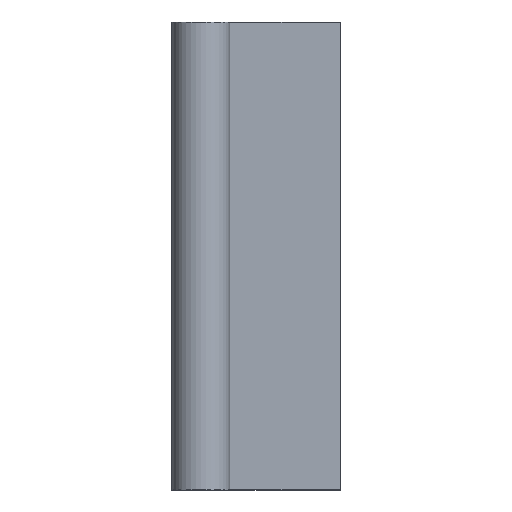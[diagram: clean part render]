
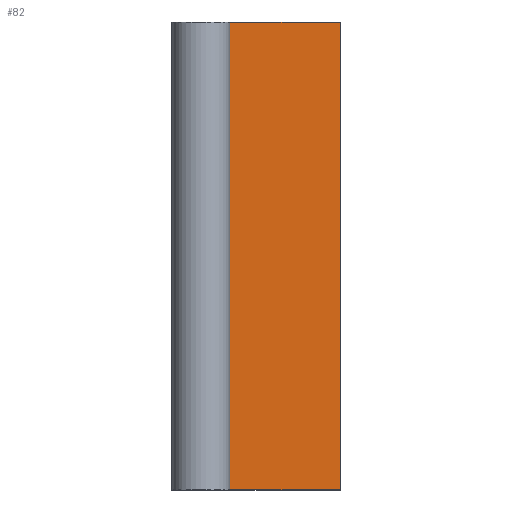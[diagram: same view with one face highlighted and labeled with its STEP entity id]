
A CAD part, top view. The second image highlights one B-rep face of the part: STEP entity #82.
In plain terms, the highlighted planar face has unit normal (0, 0, 1).
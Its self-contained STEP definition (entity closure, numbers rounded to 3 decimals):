
#82 = ADVANCED_FACE( '', ( #166 ), #167, .T. );
#166 = FACE_OUTER_BOUND( '', #248, .T. );
#167 = PLANE( '', #249 );
#248 = EDGE_LOOP( '', ( #419, #420, #421, #422 ) );
#249 = AXIS2_PLACEMENT_3D( '', #423, #424, #425 );
#419 = ORIENTED_EDGE( '', *, *, #551, .F. );
#420 = ORIENTED_EDGE( '', *, *, #549, .F. );
#421 = ORIENTED_EDGE( '', *, *, #536, .T. );
#422 = ORIENTED_EDGE( '', *, *, #506, .T. );
#423 = CARTESIAN_POINT( '', ( -2.8, -25., -1.1 ) );
#424 = DIRECTION( '', ( 0., 0., 1. ) );
#425 = DIRECTION( '', ( 1., 0., 0. ) );
#506 = EDGE_CURVE( '', #606, #603, #607, .T. );
#536 = EDGE_CURVE( '', #648, #606, #650, .T. );
#549 = EDGE_CURVE( '', #648, #666, #668, .T. );
#551 = EDGE_CURVE( '', #666, #603, #670, .T. );
#603 = VERTEX_POINT( '', #738 );
#606 = VERTEX_POINT( '', #742 );
#607 = LINE( '', #743, #744 );
#648 = VERTEX_POINT( '', #806 );
#650 = LINE( '', #808, #809 );
#666 = VERTEX_POINT( '', #831 );
#668 = LINE( '', #833, #834 );
#670 = LINE( '', #836, #837 );
#738 = CARTESIAN_POINT( '', ( 9., 25., -1.1 ) );
#742 = CARTESIAN_POINT( '', ( 9., -25., -1.1 ) );
#743 = CARTESIAN_POINT( '', ( 9., -25., -1.1 ) );
#744 = VECTOR( '', #876, 1000. );
#806 = CARTESIAN_POINT( '', ( -2.8, -25., -1.1 ) );
#808 = CARTESIAN_POINT( '', ( -2.8, -25., -1.1 ) );
#809 = VECTOR( '', #901, 1000. );
#831 = CARTESIAN_POINT( '', ( -2.8, 25., -1.1 ) );
#833 = CARTESIAN_POINT( '', ( -2.8, -25., -1.1 ) );
#834 = VECTOR( '', #914, 1000. );
#836 = CARTESIAN_POINT( '', ( -2.8, 25., -1.1 ) );
#837 = VECTOR( '', #915, 1000. );
#876 = DIRECTION( '', ( 0., 1., 0. ) );
#901 = DIRECTION( '', ( 1., 0., 0. ) );
#914 = DIRECTION( '', ( 0., 1., 0. ) );
#915 = DIRECTION( '', ( 1., 0., 0. ) );
